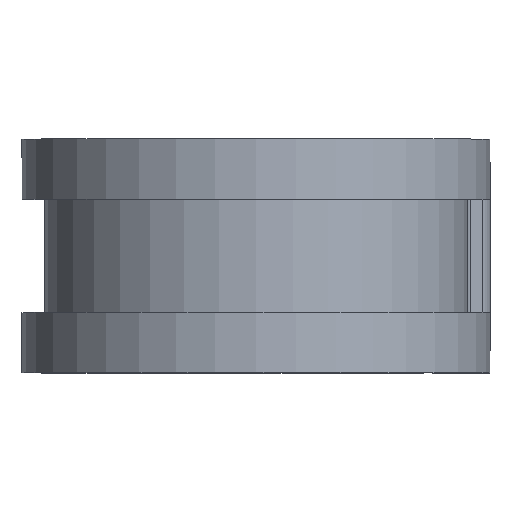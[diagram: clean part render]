
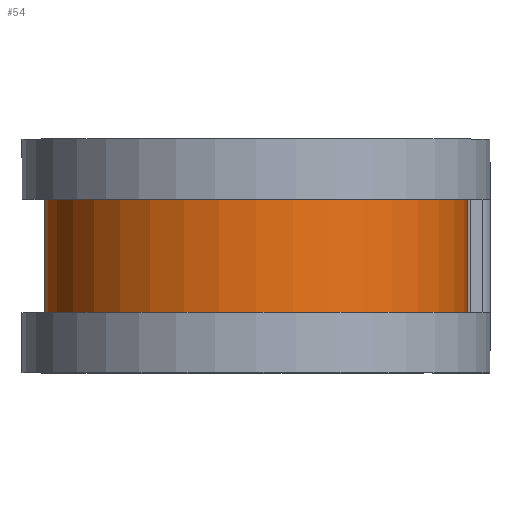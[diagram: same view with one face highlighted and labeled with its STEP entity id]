
A CAD part, top view. The second image highlights one B-rep face of the part: STEP entity #54.
In plain terms, the highlighted cylindrical face has radius 14.237 mm (diameter 28.473 mm), a partial arc.
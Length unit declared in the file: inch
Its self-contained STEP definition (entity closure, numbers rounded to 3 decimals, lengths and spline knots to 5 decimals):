
#16 = AXIS2_PLACEMENT_3D ( 'NONE', #985, #697, #1591 ) ;
#54 = ADVANCED_FACE ( 'NONE', ( #247 ), #205, .T. ) ;
#60 = CARTESIAN_POINT ( 'NONE',  ( 0., -0.15, -0.5605 ) ) ;
#85 = DIRECTION ( 'NONE',  ( 0., -1., 0. ) ) ;
#91 = CARTESIAN_POINT ( 'NONE',  ( 0.5605, 0.15, 0. ) ) ;
#99 = VERTEX_POINT ( 'NONE', #1722 ) ;
#169 = AXIS2_PLACEMENT_3D ( 'NONE', #389, #786, #1275 ) ;
#180 = CARTESIAN_POINT ( 'NONE',  ( 0., 0.15, -0.5605 ) ) ;
#188 = EDGE_CURVE ( 'NONE', #465, #1294, #314, .T. ) ;
#205 = CYLINDRICAL_SURFACE ( 'NONE', #469, 0.5605 ) ;
#247 = FACE_OUTER_BOUND ( 'NONE', #1576, .T. ) ;
#284 = VECTOR ( 'NONE', #913, 39.37008 ) ;
#305 = EDGE_CURVE ( 'NONE', #1420, #465, #735, .T. ) ;
#314 = LINE ( 'NONE', #714, #1743 ) ;
#343 = DIRECTION ( 'NONE',  ( 0., 0., -1. ) ) ;
#378 = CARTESIAN_POINT ( 'NONE',  ( 0., 0.25, 0. ) ) ;
#389 = CARTESIAN_POINT ( 'NONE',  ( 0., 0.15, 0. ) ) ;
#454 = ORIENTED_EDGE ( 'NONE', *, *, #1409, .F. ) ;
#465 = VERTEX_POINT ( 'NONE', #180 ) ;
#469 = AXIS2_PLACEMENT_3D ( 'NONE', #378, #85, #343 ) ;
#697 = DIRECTION ( 'NONE',  ( 0., -1., 0. ) ) ;
#714 = CARTESIAN_POINT ( 'NONE',  ( 0., 0.25, -0.5605 ) ) ;
#735 = CIRCLE ( 'NONE', #169, 0.5605 ) ;
#764 = ORIENTED_EDGE ( 'NONE', *, *, #860, .F. ) ;
#786 = DIRECTION ( 'NONE',  ( 0., -1., 0. ) ) ;
#860 = EDGE_CURVE ( 'NONE', #99, #1294, #1380, .T. ) ;
#913 = DIRECTION ( 'NONE',  ( 0., -1., 0. ) ) ;
#985 = CARTESIAN_POINT ( 'NONE',  ( 0., -0.15, 0. ) ) ;
#1005 = LINE ( 'NONE', #1700, #284 ) ;
#1018 = ORIENTED_EDGE ( 'NONE', *, *, #188, .T. ) ;
#1275 = DIRECTION ( 'NONE',  ( 0., 0., -1. ) ) ;
#1294 = VERTEX_POINT ( 'NONE', #60 ) ;
#1380 = CIRCLE ( 'NONE', #16, 0.5605 ) ;
#1409 = EDGE_CURVE ( 'NONE', #1420, #99, #1005, .T. ) ;
#1420 = VERTEX_POINT ( 'NONE', #91 ) ;
#1431 = ORIENTED_EDGE ( 'NONE', *, *, #305, .T. ) ;
#1576 = EDGE_LOOP ( 'NONE', ( #454, #1431, #1018, #764 ) ) ;
#1591 = DIRECTION ( 'NONE',  ( 0., 0., -1. ) ) ;
#1693 = DIRECTION ( 'NONE',  ( 0., -1., 0. ) ) ;
#1700 = CARTESIAN_POINT ( 'NONE',  ( 0.5605, 0.25, 0. ) ) ;
#1722 = CARTESIAN_POINT ( 'NONE',  ( 0.5605, -0.15, 0. ) ) ;
#1743 = VECTOR ( 'NONE', #1693, 39.37008 ) ;
